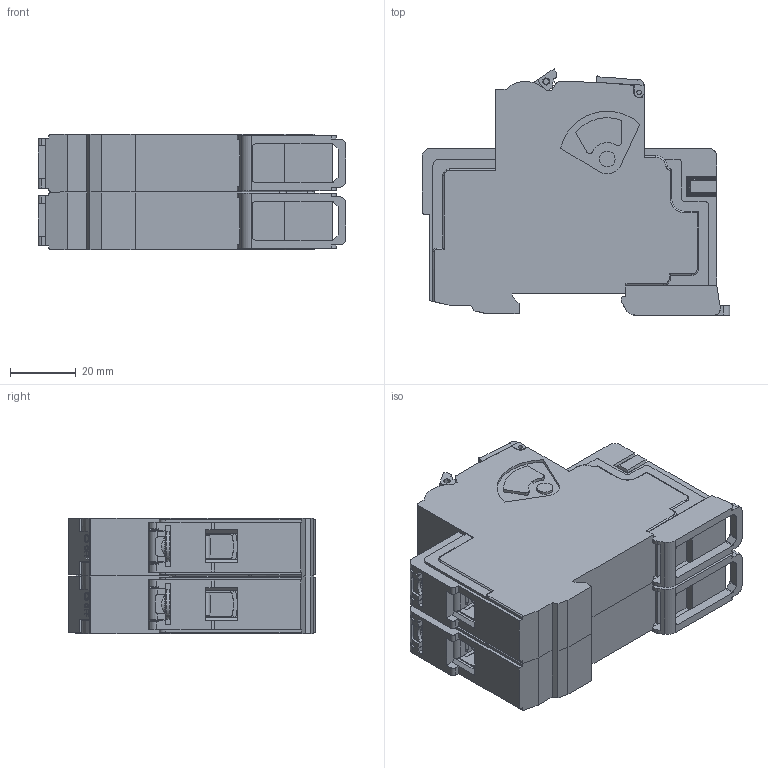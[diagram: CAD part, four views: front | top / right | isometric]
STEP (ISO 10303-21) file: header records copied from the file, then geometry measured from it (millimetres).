
FILE_DESCRIPTION(/* description */ (''),/* implementation_level */ '2;1');
FILE_NAME(/* name */ 'UL508_2polig_2009-09-15',/* time_stamp */ '2009-09-15T15:39:09+02:00',/* author */ (''),/* organization */ (''),/* preprocessor_version */ 'ST-DEVELOPER v9',/* originating_system */ 'UGS - NX 4.0',/* authorisation */ '');
FILE_SCHEMA (('CONFIG_CONTROL_DESIGN'));
Products named in the file (1): Popp2C0E0lmk
Bounding box: 93.3 x 74.67 x 35.1 mm (x, y, z)
Volume: 169.1 mm3; surface area: 36821.5 mm2
Topology: 8 solids, 9 shells, 2071 faces, 5437 edges, 3414 vertices
Faces by surface type: plane 1317, cylinder 444, cone 128, revolution 72, torus 58, bspline 32, sphere 12, extrusion 8
Full cylindrical faces by diameter (mm): 1.4 x2, 1.5 x8, 4.2 x4, 4.8 x2, 5.4 x4, 7.3 x6, 9 x2, 9.6 x4
Entity records: 66094 total; most frequent: CARTESIAN_POINT 15521, ORIENTED_EDGE 10590, DIRECTION 10246, EDGE_CURVE 5295, VECTOR 3600, LINE 3592, VERTEX_POINT 3362, AXIS2_PLACEMENT_3D 3287
